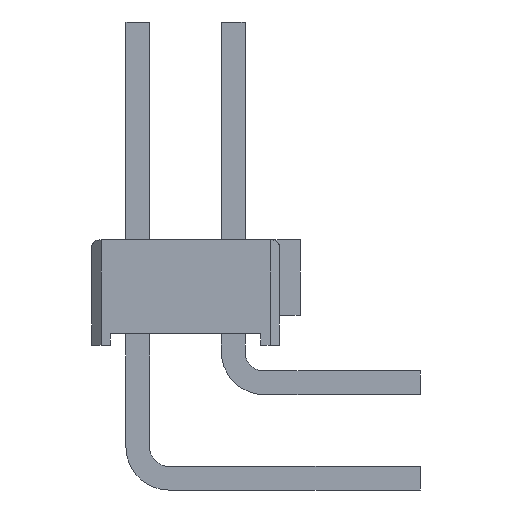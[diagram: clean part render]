
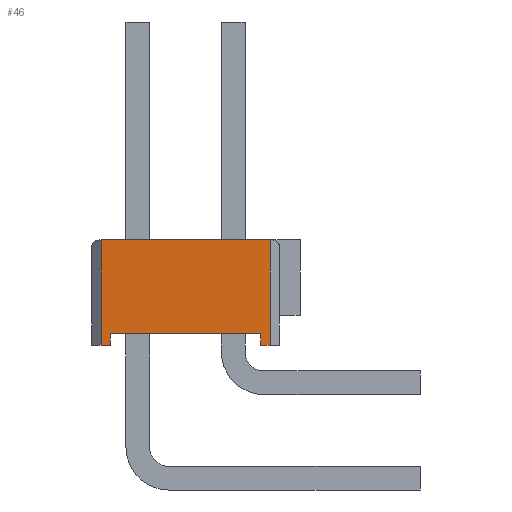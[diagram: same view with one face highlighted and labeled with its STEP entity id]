
A CAD part, left-side view. The second image highlights one B-rep face of the part: STEP entity #46.
In plain terms, the highlighted planar face has unit normal (-1, 0, 0).
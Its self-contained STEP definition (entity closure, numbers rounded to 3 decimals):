
#46=ADVANCED_FACE('',(#178),#179,.F.);
#178=FACE_OUTER_BOUND('',#452,.T.);
#179=PLANE('',#453);
#452=EDGE_LOOP('',(#726,#727,#728,#729,#730,#731,#732,#733));
#453=AXIS2_PLACEMENT_3D('',#734,#735,#736);
#726=ORIENTED_EDGE('',*,*,#1821,.F.);
#727=ORIENTED_EDGE('',*,*,#1822,.F.);
#728=ORIENTED_EDGE('',*,*,#1823,.F.);
#729=ORIENTED_EDGE('',*,*,#1824,.F.);
#730=ORIENTED_EDGE('',*,*,#1825,.F.);
#731=ORIENTED_EDGE('',*,*,#1826,.F.);
#732=ORIENTED_EDGE('',*,*,#1827,.F.);
#733=ORIENTED_EDGE('',*,*,#1828,.T.);
#734=CARTESIAN_POINT('',(-3.81,0.0,0.0));
#735=DIRECTION('',(1.0,0.0,0.0));
#736=DIRECTION('',(0.0,1.0,0.0));
#1821=EDGE_CURVE('',#2172,#2173,#2174,.T.);
#1822=EDGE_CURVE('',#2175,#2172,#2176,.T.);
#1823=EDGE_CURVE('',#2177,#2175,#2178,.T.);
#1824=EDGE_CURVE('',#2179,#2177,#2180,.T.);
#1825=EDGE_CURVE('',#2181,#2179,#2182,.T.);
#1826=EDGE_CURVE('',#2183,#2181,#2184,.T.);
#1827=EDGE_CURVE('',#2185,#2183,#2186,.T.);
#1828=EDGE_CURVE('',#2185,#2173,#2187,.T.);
#2172=VERTEX_POINT('',#2757);
#2173=VERTEX_POINT('',#2758);
#2174=LINE('',#2759,#2760);
#2175=VERTEX_POINT('',#2761);
#2176=LINE('',#2762,#2763);
#2177=VERTEX_POINT('',#2764);
#2178=LINE('',#2765,#2766);
#2179=VERTEX_POINT('',#2767);
#2180=LINE('',#2768,#2769);
#2181=VERTEX_POINT('',#2770);
#2182=LINE('',#2771,#2772);
#2183=VERTEX_POINT('',#2773);
#2184=LINE('',#2774,#2775);
#2185=VERTEX_POINT('',#2776);
#2186=LINE('',#2777,#2778);
#2187=LINE('',#2779,#2780);
#2757=CARTESIAN_POINT('',(-3.81,2.0,-2.8));
#2758=CARTESIAN_POINT('',(-3.81,2.25,-2.8));
#2759=CARTESIAN_POINT('',(-3.81,2.0,-2.8));
#2760=VECTOR('',#3723,0.25);
#2761=CARTESIAN_POINT('',(-3.81,2.0,-2.5));
#2762=CARTESIAN_POINT('',(-3.81,2.0,-2.5));
#2763=VECTOR('',#3724,0.3);
#2764=CARTESIAN_POINT('',(-3.81,-2.0,-2.5));
#2765=CARTESIAN_POINT('',(-3.81,-2.0,-2.5));
#2766=VECTOR('',#3725,4.0);
#2767=CARTESIAN_POINT('',(-3.81,-2.0,-2.8));
#2768=CARTESIAN_POINT('',(-3.81,-2.0,-2.8));
#2769=VECTOR('',#3726,0.3);
#2770=CARTESIAN_POINT('',(-3.81,-2.25,-2.8));
#2771=CARTESIAN_POINT('',(-3.81,-2.25,-2.8));
#2772=VECTOR('',#3727,0.25);
#2773=CARTESIAN_POINT('',(-3.81,-2.25,0.0));
#2774=CARTESIAN_POINT('',(-3.81,-2.25,0.0));
#2775=VECTOR('',#3728,2.8);
#2776=CARTESIAN_POINT('',(-3.81,2.25,0.0));
#2777=CARTESIAN_POINT('',(-3.81,2.25,0.0));
#2778=VECTOR('',#3729,4.5);
#2779=CARTESIAN_POINT('',(-3.81,2.25,0.0));
#2780=VECTOR('',#3730,2.8);
#3723=DIRECTION('',(0.0,1.0,0.0));
#3724=DIRECTION('',(0.0,0.0,-1.0));
#3725=DIRECTION('',(0.0,1.0,0.0));
#3726=DIRECTION('',(0.0,0.0,1.0));
#3727=DIRECTION('',(0.0,1.0,0.0));
#3728=DIRECTION('',(0.0,0.0,-1.0));
#3729=DIRECTION('',(0.0,-1.0,0.0));
#3730=DIRECTION('',(0.0,0.0,-1.0));
